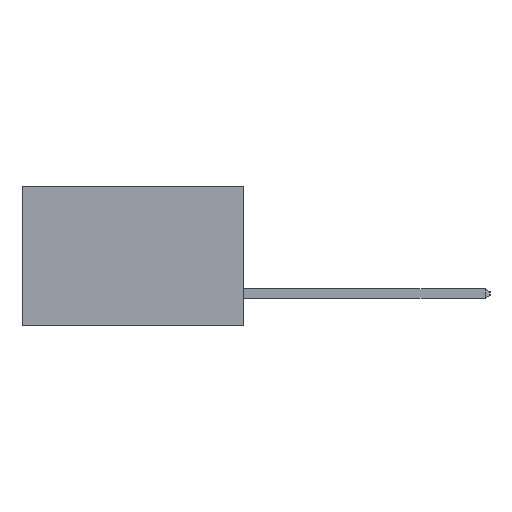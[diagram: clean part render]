
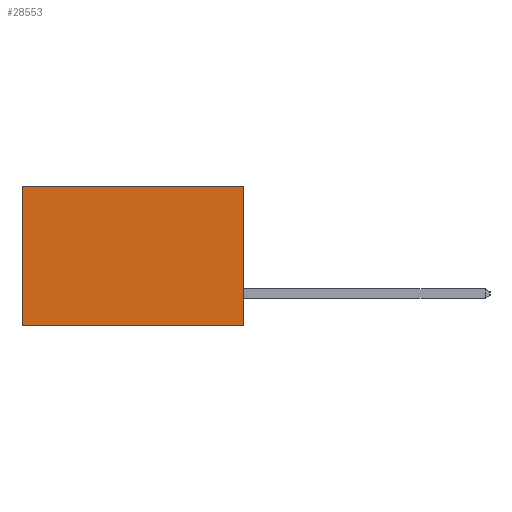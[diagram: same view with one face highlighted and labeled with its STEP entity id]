
A CAD part, left-side view. The second image highlights one B-rep face of the part: STEP entity #28553.
In plain terms, the highlighted planar face has unit normal (-1, 0, 0).
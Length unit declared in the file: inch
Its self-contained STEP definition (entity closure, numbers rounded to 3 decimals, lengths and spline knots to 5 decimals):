
#27 = CARTESIAN_POINT ( 'NONE',  ( 0.277, 0.59, 0. ) ) ;
#1729 = PLANE ( 'NONE',  #22885 ) ;
#2404 = DIRECTION ( 'NONE',  ( 0., 1., 0. ) ) ;
#3503 = LINE ( 'NONE', #18557, #26410 ) ;
#4131 = EDGE_CURVE ( 'NONE', #27491, #6569, #3503, .T. ) ;
#4450 = VECTOR ( 'NONE', #11777, 39.37008 ) ;
#4681 = CARTESIAN_POINT ( 'NONE',  ( 0.277, 0., 0. ) ) ;
#4716 = ORIENTED_EDGE ( 'NONE', *, *, #26088, .F. ) ;
#5035 = EDGE_CURVE ( 'NONE', #20202, #12215, #20771, .T. ) ;
#6569 = VERTEX_POINT ( 'NONE', #27 ) ;
#7650 = EDGE_LOOP ( 'NONE', ( #9225, #25995, #4716, #22661 ) ) ;
#9225 = ORIENTED_EDGE ( 'NONE', *, *, #15846, .T. ) ;
#11236 = DIRECTION ( 'NONE',  ( 0., 0., -1. ) ) ;
#11777 = DIRECTION ( 'NONE',  ( 0., 0., -1. ) ) ;
#12215 = VERTEX_POINT ( 'NONE', #28845 ) ;
#13382 = DIRECTION ( 'NONE',  ( 1., 0., 0. ) ) ;
#14004 = DIRECTION ( 'NONE',  ( 0., 1., 0. ) ) ;
#14103 = CARTESIAN_POINT ( 'NONE',  ( 0.277, 0., -0.37 ) ) ;
#14706 = VECTOR ( 'NONE', #14004, 39.37008 ) ;
#15144 = VECTOR ( 'NONE', #11236, 39.37008 ) ;
#15846 = EDGE_CURVE ( 'NONE', #6569, #12215, #28005, .T. ) ;
#18557 = CARTESIAN_POINT ( 'NONE',  ( 0.277, 0., 0. ) ) ;
#20202 = VERTEX_POINT ( 'NONE', #28561 ) ;
#20771 = LINE ( 'NONE', #14103, #14706 ) ;
#22148 = FACE_OUTER_BOUND ( 'NONE', #7650, .T. ) ;
#22661 = ORIENTED_EDGE ( 'NONE', *, *, #4131, .T. ) ;
#22885 = AXIS2_PLACEMENT_3D ( 'NONE', #26973, #13382, #29185 ) ;
#23153 = CARTESIAN_POINT ( 'NONE',  ( 0.277, 0.59, -0.37 ) ) ;
#25995 = ORIENTED_EDGE ( 'NONE', *, *, #5035, .F. ) ;
#26088 = EDGE_CURVE ( 'NONE', #27491, #20202, #27174, .T. ) ;
#26410 = VECTOR ( 'NONE', #2404, 39.37008 ) ;
#26973 = CARTESIAN_POINT ( 'NONE',  ( 0.277, 0., -0.37 ) ) ;
#27174 = LINE ( 'NONE', #29513, #15144 ) ;
#27491 = VERTEX_POINT ( 'NONE', #4681 ) ;
#28005 = LINE ( 'NONE', #23153, #4450 ) ;
#28553 = ADVANCED_FACE ( 'NONE', ( #22148 ), #1729, .F. ) ;
#28561 = CARTESIAN_POINT ( 'NONE',  ( 0.277, 0., -0.37 ) ) ;
#28845 = CARTESIAN_POINT ( 'NONE',  ( 0.277, 0.59, -0.37 ) ) ;
#29185 = DIRECTION ( 'NONE',  ( 0., 0., -1. ) ) ;
#29513 = CARTESIAN_POINT ( 'NONE',  ( 0.277, 0., -0.37 ) ) ;
